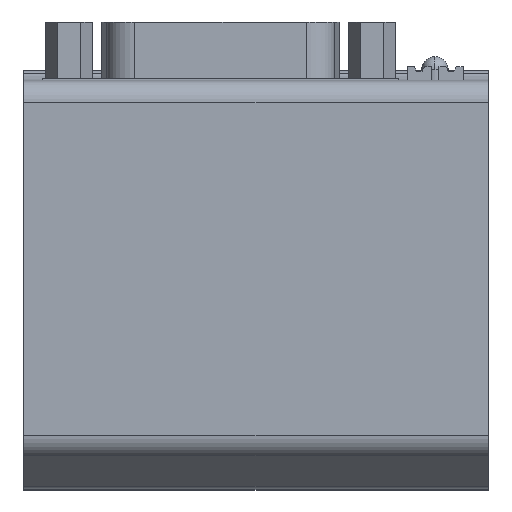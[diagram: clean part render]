
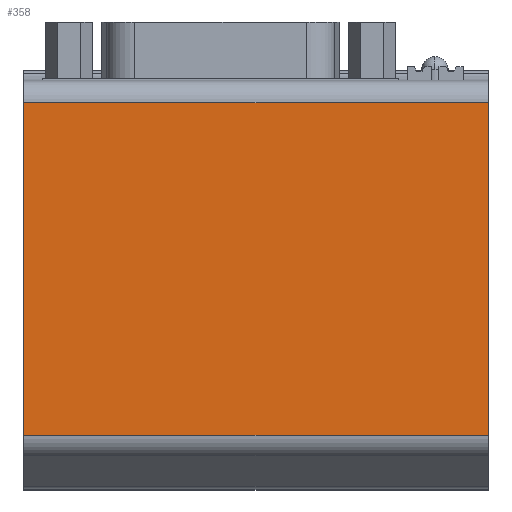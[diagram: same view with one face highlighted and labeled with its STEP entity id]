
A CAD part, top view. The second image highlights one B-rep face of the part: STEP entity #358.
In plain terms, the highlighted planar face has unit normal (0, 0, 1).
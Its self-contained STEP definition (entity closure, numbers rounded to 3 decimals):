
#338=AXIS2_PLACEMENT_3D('Plane Axis2P3D',#335,#336,#337) ;
#42=CARTESIAN_POINT('Vertex',(51.,42.5,42.8)) ;
#45=CARTESIAN_POINT('Line Origine',(51.,24.245,42.8)) ;
#49=CARTESIAN_POINT('Vertex',(51.,5.989,42.8)) ;
#314=CARTESIAN_POINT('Vertex',(0.,42.5,42.8)) ;
#317=CARTESIAN_POINT('Line Origine',(51.,42.5,42.8)) ;
#335=CARTESIAN_POINT('Axis2P3D Location',(51.,42.5,42.8)) ;
#340=CARTESIAN_POINT('Line Origine',(0.,24.245,42.8)) ;
#344=CARTESIAN_POINT('Vertex',(0.,5.989,42.8)) ;
#347=CARTESIAN_POINT('Line Origine',(25.5,5.989,42.8)) ;
#46=DIRECTION('Vector Direction',(0.,-1.,0.)) ;
#318=DIRECTION('Vector Direction',(1.,0.,0.)) ;
#336=DIRECTION('Axis2P3D Direction',(0.,0.,-1.)) ;
#337=DIRECTION('Axis2P3D XDirection',(-1.,0.,0.)) ;
#341=DIRECTION('Vector Direction',(0.,-1.,0.)) ;
#348=DIRECTION('Vector Direction',(1.,0.,0.)) ;
#47=VECTOR('Line Direction',#46,1.) ;
#319=VECTOR('Line Direction',#318,1.) ;
#342=VECTOR('Line Direction',#341,1.) ;
#349=VECTOR('Line Direction',#348,1.) ;
#353=ORIENTED_EDGE('',*,*,#346,.T.) ;
#354=ORIENTED_EDGE('',*,*,#351,.F.) ;
#355=ORIENTED_EDGE('',*,*,#51,.F.) ;
#356=ORIENTED_EDGE('',*,*,#321,.T.) ;
#358=ADVANCED_FACE('ADAPTER',(#357),#339,.F.) ;
#51=EDGE_CURVE('',#43,#50,#48,.T.) ;
#321=EDGE_CURVE('',#43,#315,#320,.F.) ;
#346=EDGE_CURVE('',#315,#345,#343,.T.) ;
#351=EDGE_CURVE('',#50,#345,#350,.F.) ;
#352=EDGE_LOOP('',(#353,#354,#355,#356)) ;
#357=FACE_OUTER_BOUND('',#352,.T.) ;
#48=LINE('Line',#45,#47) ;
#320=LINE('Line',#317,#319) ;
#343=LINE('Line',#340,#342) ;
#350=LINE('Line',#347,#349) ;
#339=PLANE('',#338) ;
#43=VERTEX_POINT('',#42) ;
#50=VERTEX_POINT('',#49) ;
#315=VERTEX_POINT('',#314) ;
#345=VERTEX_POINT('',#344) ;
